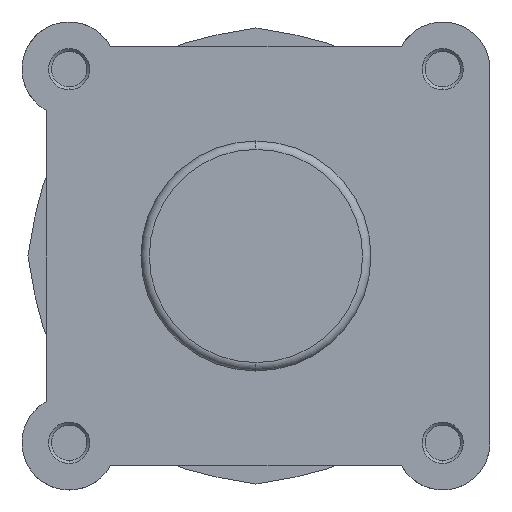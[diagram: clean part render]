
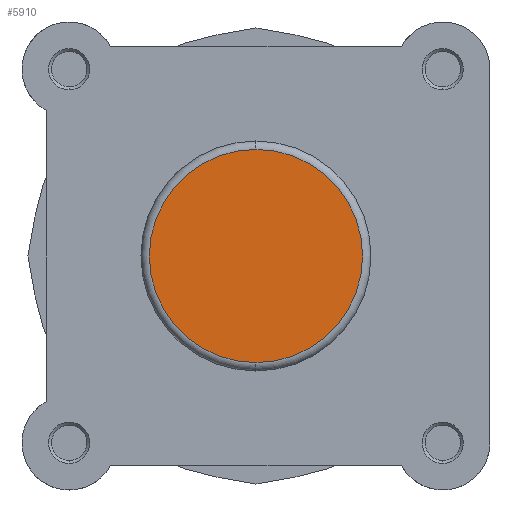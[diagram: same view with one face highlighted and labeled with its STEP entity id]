
A CAD part, left-side view. The second image highlights one B-rep face of the part: STEP entity #5910.
In plain terms, the highlighted planar face has unit normal (-1, 0, 0).
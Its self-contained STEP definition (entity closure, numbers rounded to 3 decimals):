
#51 = VERTEX_POINT ( 'NONE', #330 ) ;
#52 = VERTEX_POINT ( 'NONE', #331 ) ;
#330 = CARTESIAN_POINT ( 'NONE',  ( 0., 0., -25.4 ) ) ;
#331 = CARTESIAN_POINT ( 'NONE',  ( 0., 0., 25.4 ) ) ;
#863 = CIRCLE ( 'NONE', #2719, 25.4 ) ;
#1057 = CIRCLE ( 'NONE', #2782, 25.4 ) ;
#1260 = FACE_OUTER_BOUND ( 'NONE', #4389, .T. ) ;
#1817 = CARTESIAN_POINT ( 'NONE',  ( 0., 0., 0. ) ) ;
#1818 = PLANE ( 'NONE',  #2879 ) ;
#1819 = DIRECTION ( 'NONE',  ( 1., 0., 0. ) ) ;
#1820 = DIRECTION ( 'NONE',  ( 0., 0., -1. ) ) ;
#2719 = AXIS2_PLACEMENT_3D ( 'NONE', #3794, #3803, #3804 ) ;
#2782 = AXIS2_PLACEMENT_3D ( 'NONE', #4138, #4140, #4141 ) ;
#2879 = AXIS2_PLACEMENT_3D ( 'NONE', #1817, #1819, #1820 ) ;
#3794 = CARTESIAN_POINT ( 'NONE',  ( 0., 0., 0. ) ) ;
#3803 = DIRECTION ( 'NONE',  ( -1., 0., 0. ) ) ;
#3804 = DIRECTION ( 'NONE',  ( 0., 0., -1. ) ) ;
#4138 = CARTESIAN_POINT ( 'NONE',  ( 0., 0., 0. ) ) ;
#4140 = DIRECTION ( 'NONE',  ( -1., 0., 0. ) ) ;
#4141 = DIRECTION ( 'NONE',  ( 0., 0., -1. ) ) ;
#4389 = EDGE_LOOP ( 'NONE', ( #5202, #5201 ) ) ;
#5201 = ORIENTED_EDGE ( 'NONE', *, *, #5680, .T. ) ;
#5202 = ORIENTED_EDGE ( 'NONE', *, *, #5548, .T. ) ;
#5548 = EDGE_CURVE ( 'NONE', #51, #52, #863, .T. ) ;
#5680 = EDGE_CURVE ( 'NONE', #52, #51, #1057, .T. ) ;
#5910 = ADVANCED_FACE ( 'NONE', ( #1260 ), #1818, .F. ) ;
